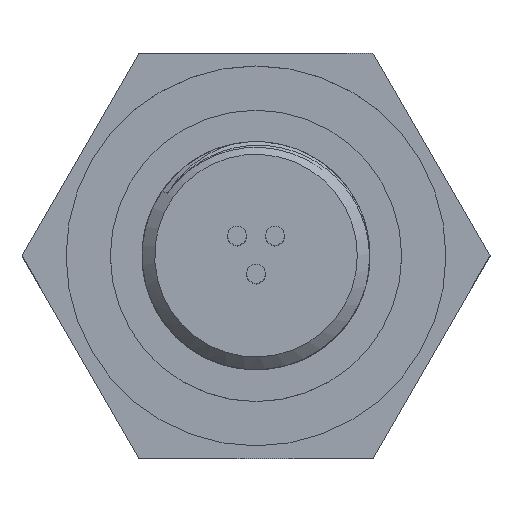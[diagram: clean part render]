
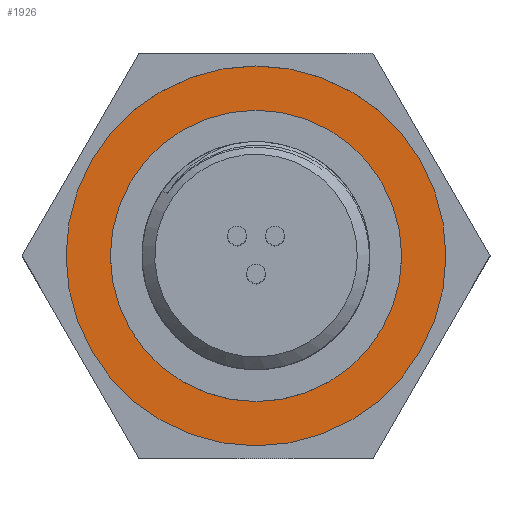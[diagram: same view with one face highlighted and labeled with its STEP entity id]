
A CAD part, top view. The second image highlights one B-rep face of the part: STEP entity #1926.
In plain terms, the highlighted planar face has unit normal (0, 0, 1).
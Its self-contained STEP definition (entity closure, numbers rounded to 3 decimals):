
#441=PLANE($,#2055);
#506=FACE_BOUND($,#779,.T.);
#507=FACE_BOUND($,#780,.T.);
#779=EDGE_LOOP($,(#1760));
#780=EDGE_LOOP($,(#1761));
#825=CIRCLE($,#2050,11.5);
#827=CIRCLE($,#2053,15.);
#1006=VERTEX_POINT($,#5169);
#1008=VERTEX_POINT($,#5174);
#1260=EDGE_CURVE($,#1006,#1006,#825,.T.);
#1262=EDGE_CURVE($,#1008,#1008,#827,.T.);
#1760=ORIENTED_EDGE($,*,*,#1260,.F.);
#1761=ORIENTED_EDGE($,*,*,#1262,.T.);
#1926=ADVANCED_FACE($,(#506,#507),#441,.F.);
#2050=AXIS2_PLACEMENT_3D($,#5170,#2423,#2424);
#2053=AXIS2_PLACEMENT_3D($,#5175,#2429,#2430);
#2055=AXIS2_PLACEMENT_3D($,#5178,#2433,#2434);
#2423=DIRECTION('center_axis',(0.,0.,1.));
#2424=DIRECTION('ref_axis',(-1.,0.,0.));
#2429=DIRECTION('center_axis',(0.,0.,1.));
#2430=DIRECTION('ref_axis',(-1.,0.,0.));
#2433=DIRECTION('center_axis',(0.,0.,-1.));
#2434=DIRECTION('ref_axis',(-1.,0.,0.));
#5169=CARTESIAN_POINT('',(11.5,0.,7.18));
#5170=CARTESIAN_POINT('Origin',(0.,0.,7.18));
#5174=CARTESIAN_POINT('',(15.,0.,7.18));
#5175=CARTESIAN_POINT('Origin',(0.,0.,7.18));
#5178=CARTESIAN_POINT('Origin',(0.,0.,7.18));
